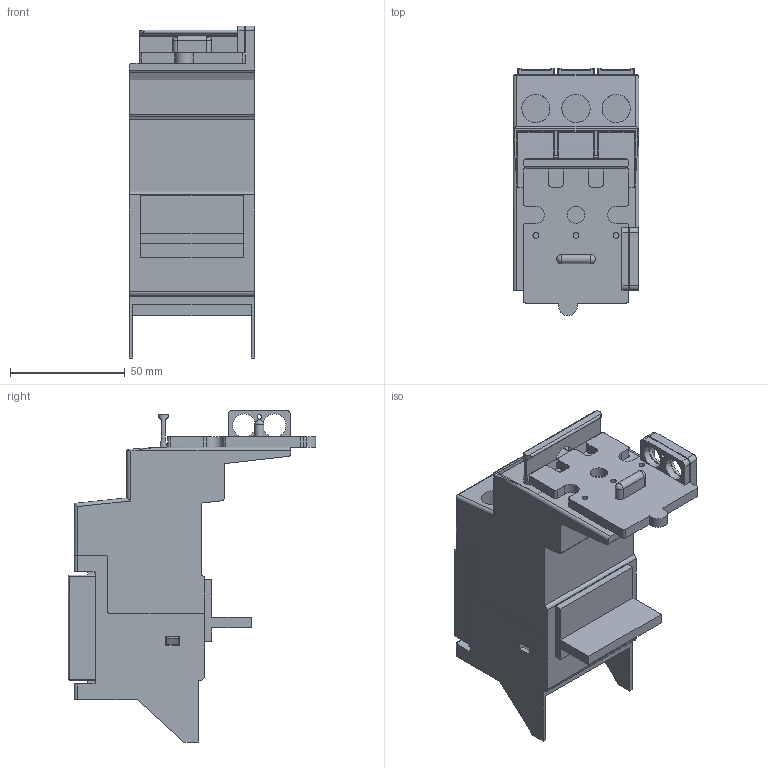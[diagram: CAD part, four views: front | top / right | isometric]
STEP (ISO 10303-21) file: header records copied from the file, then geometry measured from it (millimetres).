
FILE_DESCRIPTION(('STEP AP214'),'1');
FILE_NAME('cctmp_325E95B0-CCE2-41AD-A978-919CE7A0FBB1_2023_07_21_11_17_09_0860..stp','2023-07-21T09:17:11',('SIEMENS A&D'),('CADClick - www.CADClick.com'),'Spatial InterOp 3D postprocessed',' ','unknown authorization');
FILE_SCHEMA(('AUTOMOTIVE_DESIGN'));
Length unit declared in the file: millimetre
Products named in the file (3): cc_unnamed; 2023_07_21_11_17_09_0797; 2023_07_21_11_17_09_0766
Assembly tree (2 placements, depth 2):
  cc_unnamed
    2023_07_21_11_17_09_0797
    2023_07_21_11_17_09_0766
Bounding box: 54.8 x 107.9 x 144.7 mm (x, y, z)
Volume: 543360.1 mm3; surface area: 127903.2 mm2
Topology: 2 solids, 2 shells, 918 faces, 2608 edges, 1730 vertices
Faces by surface type: plane 606, cylinder 304, sphere 4, torus 4
Entity records: 50562 total; most frequent: CARTESIAN_POINT 6091, STYLED_ITEM 5250, PRESENTATION_STYLE_ASSIGNMENT 5250, ORIENTED_EDGE 5200, DIRECTION 4938, EDGE_CURVE 2600, CURVE_STYLE 2600, DRAUGHTING_PRE_DEFINED_CURVE_FONT 2600
